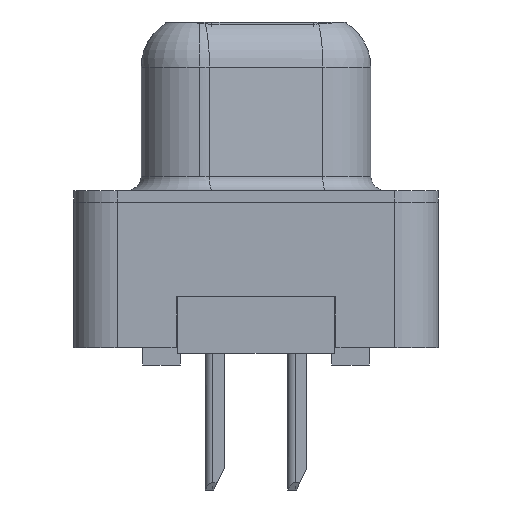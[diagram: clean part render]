
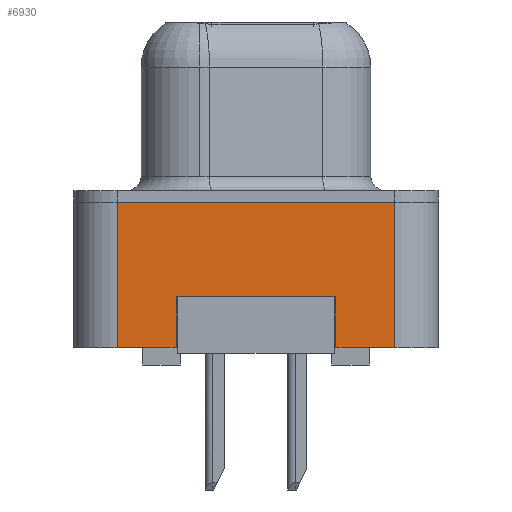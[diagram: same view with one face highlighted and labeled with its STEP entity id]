
A CAD part, left-side view. The second image highlights one B-rep face of the part: STEP entity #6930.
In plain terms, the highlighted planar face has unit normal (-1, 0, 0).
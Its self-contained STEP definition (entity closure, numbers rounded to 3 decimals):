
#16 = LINE ( 'NONE', #13230, #10391 ) ;
#212 = EDGE_CURVE ( 'NONE', #13775, #10884, #3998, .T. ) ;
#581 = CARTESIAN_POINT ( 'NONE',  ( -2.905, 4.775, -5. ) ) ;
#968 = EDGE_CURVE ( 'NONE', #13775, #6399, #10498, .T. ) ;
#1058 = CARTESIAN_POINT ( 'NONE',  ( -2.905, -2.75, -3.25 ) ) ;
#1075 = CARTESIAN_POINT ( 'NONE',  ( -2.905, 4.775, -5. ) ) ;
#1334 = EDGE_CURVE ( 'NONE', #11552, #14597, #12725, .T. ) ;
#1754 = DIRECTION ( 'NONE',  ( 0., -1., 0. ) ) ;
#2508 = ORIENTED_EDGE ( 'NONE', *, *, #12128, .T. ) ;
#2638 = CARTESIAN_POINT ( 'NONE',  ( -2.905, 2.75, -3.25 ) ) ;
#2768 = FACE_OUTER_BOUND ( 'NONE', #8231, .T. ) ;
#2818 = DIRECTION ( 'NONE',  ( 0., 0., 1. ) ) ;
#2871 = CARTESIAN_POINT ( 'NONE',  ( -2.905, 2.75, -3.25 ) ) ;
#2982 = CARTESIAN_POINT ( 'NONE',  ( -2.905, -4.775, -5. ) ) ;
#3214 = CARTESIAN_POINT ( 'NONE',  ( -2.905, -2.75, -3.25 ) ) ;
#3823 = VERTEX_POINT ( 'NONE', #2982 ) ;
#3971 = EDGE_CURVE ( 'NONE', #13329, #15535, #16, .T. ) ;
#3998 = LINE ( 'NONE', #2871, #15651 ) ;
#4004 = CARTESIAN_POINT ( 'NONE',  ( -2.905, -4.775, 0. ) ) ;
#4107 = DIRECTION ( 'NONE',  ( 0., -1., 0. ) ) ;
#4476 = CARTESIAN_POINT ( 'NONE',  ( -2.905, 2.75, -3.25 ) ) ;
#5025 = DIRECTION ( 'NONE',  ( 0., 0., 1. ) ) ;
#5340 = CARTESIAN_POINT ( 'NONE',  ( -2.905, -4.775, 0. ) ) ;
#5494 = VECTOR ( 'NONE', #6325, 1000. ) ;
#6279 = AXIS2_PLACEMENT_3D ( 'NONE', #15103, #6305, #5025 ) ;
#6305 = DIRECTION ( 'NONE',  ( -1., 0., 0. ) ) ;
#6325 = DIRECTION ( 'NONE',  ( 0., 0., -1. ) ) ;
#6399 = VERTEX_POINT ( 'NONE', #11606 ) ;
#6507 = LINE ( 'NONE', #581, #14516 ) ;
#6670 = EDGE_CURVE ( 'NONE', #10884, #15535, #12718, .T. ) ;
#6930 = ADVANCED_FACE ( 'NONE', ( #2768 ), #10214, .T. ) ;
#7269 = EDGE_CURVE ( 'NONE', #6399, #3823, #8981, .T. ) ;
#7787 = LINE ( 'NONE', #12666, #13498 ) ;
#7917 = ORIENTED_EDGE ( 'NONE', *, *, #12054, .F. ) ;
#8231 = EDGE_LOOP ( 'NONE', ( #10946, #8971, #2508, #14880, #7917, #10035, #12355, #13425 ) ) ;
#8971 = ORIENTED_EDGE ( 'NONE', *, *, #7269, .T. ) ;
#8981 = LINE ( 'NONE', #13864, #14956 ) ;
#9166 = CARTESIAN_POINT ( 'NONE',  ( -2.905, 4.775, 0. ) ) ;
#9392 = VECTOR ( 'NONE', #1754, 1000. ) ;
#10035 = ORIENTED_EDGE ( 'NONE', *, *, #3971, .T. ) ;
#10214 = PLANE ( 'NONE',  #6279 ) ;
#10391 = VECTOR ( 'NONE', #15787, 1000. ) ;
#10498 = LINE ( 'NONE', #3214, #11843 ) ;
#10884 = VERTEX_POINT ( 'NONE', #4476 ) ;
#10946 = ORIENTED_EDGE ( 'NONE', *, *, #968, .T. ) ;
#11354 = DIRECTION ( 'NONE',  ( 0., 1., 0. ) ) ;
#11552 = VERTEX_POINT ( 'NONE', #9166 ) ;
#11606 = CARTESIAN_POINT ( 'NONE',  ( -2.905, -2.75, -5. ) ) ;
#11843 = VECTOR ( 'NONE', #12987, 1000. ) ;
#12054 = EDGE_CURVE ( 'NONE', #13329, #11552, #6507, .T. ) ;
#12128 = EDGE_CURVE ( 'NONE', #3823, #14597, #7787, .T. ) ;
#12355 = ORIENTED_EDGE ( 'NONE', *, *, #6670, .F. ) ;
#12502 = DIRECTION ( 'NONE',  ( 0., 0., 1. ) ) ;
#12666 = CARTESIAN_POINT ( 'NONE',  ( -2.905, -4.775, -5. ) ) ;
#12718 = LINE ( 'NONE', #2638, #5494 ) ;
#12725 = LINE ( 'NONE', #4004, #9392 ) ;
#12987 = DIRECTION ( 'NONE',  ( 0., 0., -1. ) ) ;
#13230 = CARTESIAN_POINT ( 'NONE',  ( -2.905, -4.775, -5. ) ) ;
#13329 = VERTEX_POINT ( 'NONE', #1075 ) ;
#13425 = ORIENTED_EDGE ( 'NONE', *, *, #212, .F. ) ;
#13498 = VECTOR ( 'NONE', #12502, 1000. ) ;
#13775 = VERTEX_POINT ( 'NONE', #1058 ) ;
#13864 = CARTESIAN_POINT ( 'NONE',  ( -2.905, -4.775, -5. ) ) ;
#14120 = CARTESIAN_POINT ( 'NONE',  ( -2.905, 2.75, -5. ) ) ;
#14516 = VECTOR ( 'NONE', #2818, 1000. ) ;
#14597 = VERTEX_POINT ( 'NONE', #5340 ) ;
#14880 = ORIENTED_EDGE ( 'NONE', *, *, #1334, .F. ) ;
#14956 = VECTOR ( 'NONE', #4107, 1000. ) ;
#15103 = CARTESIAN_POINT ( 'NONE',  ( -2.905, -4.775, -5. ) ) ;
#15535 = VERTEX_POINT ( 'NONE', #14120 ) ;
#15651 = VECTOR ( 'NONE', #11354, 1000. ) ;
#15787 = DIRECTION ( 'NONE',  ( 0., -1., 0. ) ) ;
